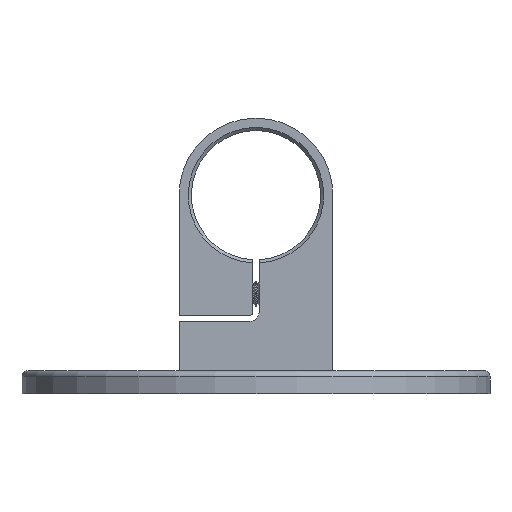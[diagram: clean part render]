
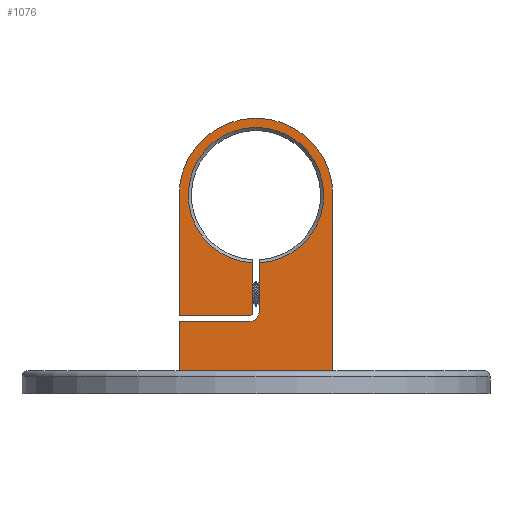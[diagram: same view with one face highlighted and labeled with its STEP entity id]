
A CAD part, front view. The second image highlights one B-rep face of the part: STEP entity #1076.
In plain terms, the highlighted planar face has unit normal (0, -1, 0).
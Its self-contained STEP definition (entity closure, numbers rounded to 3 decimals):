
#1076=ADVANCED_FACE('',(#2857),#2859,.F.);
#2857=FACE_BOUND('',#2858,.T.);
#2858=EDGE_LOOP('',(#4220,#4221,#4222,#4223,#4224,#4225,#4226,#4227,#4228,#4229,
#4230,#4231));
#2859=PLANE('',#2860);
#2860=AXIS2_PLACEMENT_3D('',#2861,#2862,#2863);
#2861=CARTESIAN_POINT('',(0.,0.,0.));
#2862=DIRECTION('',(-0.,1.,0.));
#2863=DIRECTION('',(1.,0.,0.));
#4220=ORIENTED_EDGE('',*,*,#4880,.F.);
#4221=ORIENTED_EDGE('',*,*,#4881,.F.);
#4222=ORIENTED_EDGE('',*,*,#4882,.F.);
#4223=ORIENTED_EDGE('',*,*,#4883,.F.);
#4224=ORIENTED_EDGE('',*,*,#4884,.F.);
#4225=ORIENTED_EDGE('',*,*,#4860,.F.);
#4226=ORIENTED_EDGE('',*,*,#4885,.F.);
#4227=ORIENTED_EDGE('',*,*,#4886,.F.);
#4228=ORIENTED_EDGE('',*,*,#4887,.F.);
#4229=ORIENTED_EDGE('',*,*,#4888,.F.);
#4230=ORIENTED_EDGE('',*,*,#4889,.F.);
#4231=ORIENTED_EDGE('',*,*,#4890,.F.);
#4860=EDGE_CURVE('',#5390,#5391,#5392,.T.);
#4880=EDGE_CURVE('',#5426,#5427,#5428,.T.);
#4881=EDGE_CURVE('',#5429,#5426,#5430,.T.);
#4882=EDGE_CURVE('',#5431,#5429,#5432,.T.);
#4883=EDGE_CURVE('',#5433,#5431,#5434,.T.);
#4884=EDGE_CURVE('',#5391,#5433,#5435,.T.);
#4885=EDGE_CURVE('',#5436,#5390,#5437,.T.);
#4886=EDGE_CURVE('',#5438,#5436,#5439,.T.);
#4887=EDGE_CURVE('',#5440,#5438,#5441,.T.);
#4888=EDGE_CURVE('',#5442,#5440,#5443,.T.);
#4889=EDGE_CURVE('',#5444,#5442,#5445,.T.);
#4890=EDGE_CURVE('',#5427,#5444,#5446,.T.);
#5390=VERTEX_POINT('',#7353);
#5391=VERTEX_POINT('',#7354);
#5392=LINE('',#7355,#7356);
#5426=VERTEX_POINT('',#7433);
#5427=VERTEX_POINT('',#7434);
#5428=CIRCLE('',#7435,22.);
#5429=VERTEX_POINT('',#7439);
#5430=LINE('',#7440,#7441);
#5431=VERTEX_POINT('',#7443);
#5432=CIRCLE('',#7444,3.);
#5433=VERTEX_POINT('',#7448);
#5434=LINE('',#7449,#7450);
#5435=LINE('',#7452,#7453);
#5436=VERTEX_POINT('',#7455);
#5437=LINE('',#7456,#7457);
#5438=VERTEX_POINT('',#7459);
#5439=CIRCLE('',#7460,25.);
#5440=VERTEX_POINT('',#7464);
#5441=LINE('',#7465,#7466);
#5442=VERTEX_POINT('',#7468);
#5443=LINE('',#7469,#7470);
#5444=VERTEX_POINT('',#7472);
#5445=CIRCLE('',#7473,1.);
#5446=LINE('',#7477,#7478);
#7353=CARTESIAN_POINT('',(-25.,0.,57.));
#7354=CARTESIAN_POINT('',(25.,0.,57.));
#7355=CARTESIAN_POINT('',(-25.,0.,57.));
#7356=VECTOR('',#7357,1.);
#7357=DIRECTION('',(1.,0.,0.));
#7433=CARTESIAN_POINT('',(-1.,0.,21.977));
#7434=CARTESIAN_POINT('',(1.,0.,21.977));
#7435=AXIS2_PLACEMENT_3D('',#7436,#7437,#7438);
#7436=CARTESIAN_POINT('',(0.,0.,0.));
#7437=DIRECTION('',(0.,-1.,-0.));
#7438=DIRECTION('',(-0.045,0.,0.999));
#7439=CARTESIAN_POINT('',(-1.,0.,38.));
#7440=CARTESIAN_POINT('',(-1.,0.,38.));
#7441=VECTOR('',#7442,1.);
#7442=DIRECTION('',(0.,0.,-1.));
#7443=CARTESIAN_POINT('',(2.,0.,41.));
#7444=AXIS2_PLACEMENT_3D('',#7445,#7446,#7447);
#7445=CARTESIAN_POINT('',(2.,0.,38.));
#7446=DIRECTION('',(0.,-1.,0.));
#7447=DIRECTION('',(0.,0.,1.));
#7448=CARTESIAN_POINT('',(25.,0.,41.));
#7449=CARTESIAN_POINT('',(25.,0.,41.));
#7450=VECTOR('',#7451,1.);
#7451=DIRECTION('',(-1.,0.,0.));
#7452=CARTESIAN_POINT('',(25.,0.,57.));
#7453=VECTOR('',#7454,1.);
#7454=DIRECTION('',(0.,0.,-1.));
#7455=CARTESIAN_POINT('',(-25.,0.,0.));
#7456=CARTESIAN_POINT('',(-25.,0.,0.));
#7457=VECTOR('',#7458,1.);
#7458=DIRECTION('',(0.,0.,1.));
#7459=CARTESIAN_POINT('',(25.,0.,0.));
#7460=AXIS2_PLACEMENT_3D('',#7461,#7462,#7463);
#7461=CARTESIAN_POINT('',(0.,0.,0.));
#7462=DIRECTION('',(-0.,1.,0.));
#7463=DIRECTION('',(1.,0.,0.));
#7464=CARTESIAN_POINT('',(25.,0.,39.));
#7465=CARTESIAN_POINT('',(25.,0.,39.));
#7466=VECTOR('',#7467,1.);
#7467=DIRECTION('',(0.,0.,-1.));
#7468=CARTESIAN_POINT('',(2.,0.,39.));
#7469=CARTESIAN_POINT('',(2.,0.,39.));
#7470=VECTOR('',#7471,1.);
#7471=DIRECTION('',(1.,0.,0.));
#7472=CARTESIAN_POINT('',(1.,0.,38.));
#7473=AXIS2_PLACEMENT_3D('',#7474,#7475,#7476);
#7474=CARTESIAN_POINT('',(2.,0.,38.));
#7475=DIRECTION('',(-0.,1.,0.));
#7476=DIRECTION('',(-1.,0.,0.));
#7477=CARTESIAN_POINT('',(1.,0.,21.977));
#7478=VECTOR('',#7479,1.);
#7479=DIRECTION('',(0.,0.,1.));
